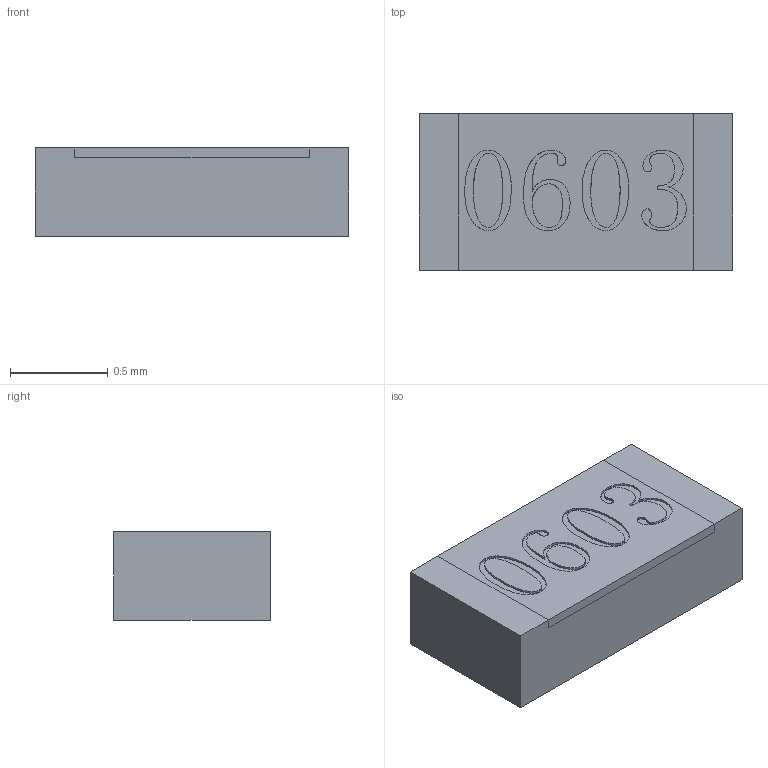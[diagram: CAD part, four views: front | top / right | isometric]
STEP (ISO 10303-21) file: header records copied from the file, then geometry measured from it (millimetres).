
FILE_DESCRIPTION (( 'STEP AP214' ), '1' );
FILE_NAME ('2150DEBD-9982-49B8-AC74-483C784B2530.STEP', '2024-06-09T07:45:20', ( '' ), ( '' ), 'SwSTEP 2.0', 'SolidWorks 2022', '' );
FILE_SCHEMA (( 'AUTOMOTIVE_DESIGN' ));
Length unit declared in the file: millimetre
Products named in the file (1): 2150DEBD-9982-49B8-AC74-483C784B2530
Bounding box: 1.6 x 0.8 x 0.45 mm (x, y, z)
Volume: 0.6 mm3; surface area: 6.9 mm2
Topology: 2 solids, 2 shells, 73 faces, 186 edges, 124 vertices
Faces by surface type: bspline 49, plane 24
Entity records: 6714 total; most frequent: CARTESIAN_POINT 5139, ORIENTED_EDGE 372, EDGE_CURVE 186, DIRECTION 138, VERTEX_POINT 124, B_SPLINE_CURVE_WITH_KNOTS 98, LINE 88, VECTOR 88
